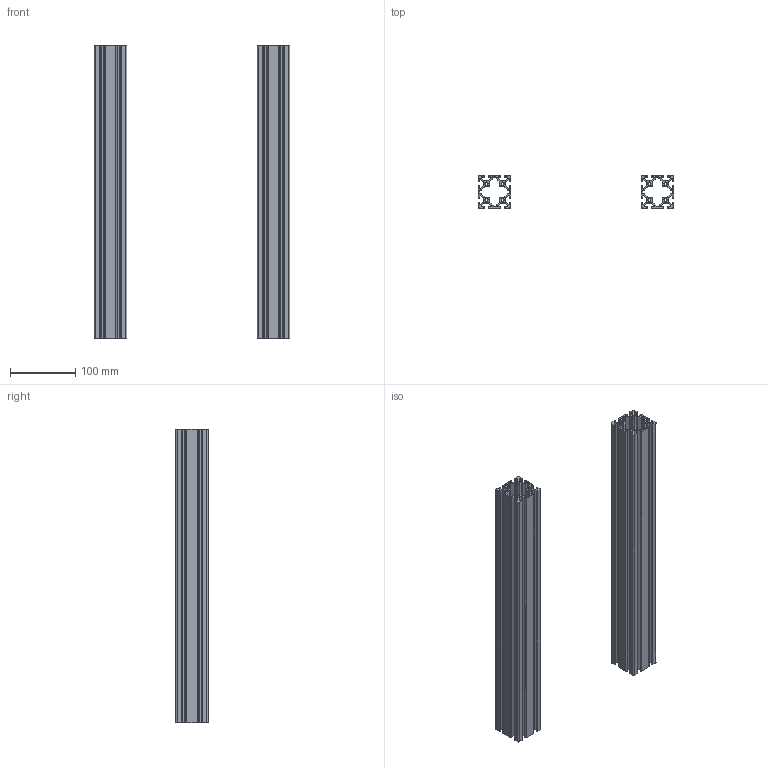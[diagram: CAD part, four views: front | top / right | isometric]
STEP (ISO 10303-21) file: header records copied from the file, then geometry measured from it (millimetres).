
FILE_DESCRIPTION (( 'STEP AP214' ), '1' );
FILE_NAME ('Columns.STEP', '2025-12-10T04:53:43', ( '' ), ( '' ), 'SwSTEP 2.0', 'SolidWorks 2025', '' );
FILE_SCHEMA (( 'AUTOMOTIVE_DESIGN' ));
Length unit declared in the file: millimetre
Products named in the file (1): Columns
Bounding box: 300 x 50 x 450 mm (x, y, z)
Volume: 674031.8 mm3; surface area: 544540.2 mm2
Topology: 2 solids, 2 shells, 340 faces, 1008 edges, 672 vertices
Faces by surface type: cylinder 192, plane 148
Entity records: 11588 total; most frequent: DIRECTION 2074, CARTESIAN_POINT 2021, ORIENTED_EDGE 2016, EDGE_CURVE 1008, AXIS2_PLACEMENT_3D 725, VERTEX_POINT 672, VECTOR 624, LINE 624
